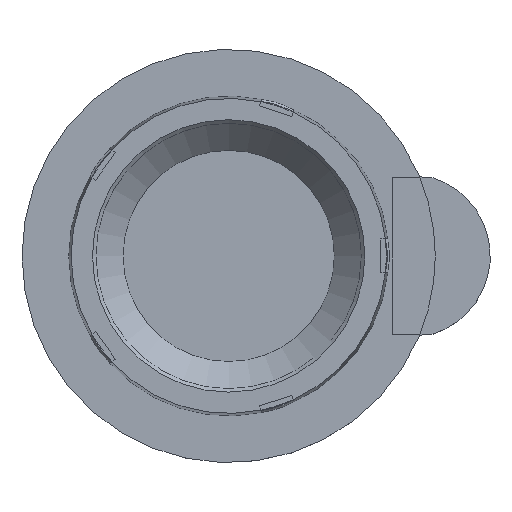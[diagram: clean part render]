
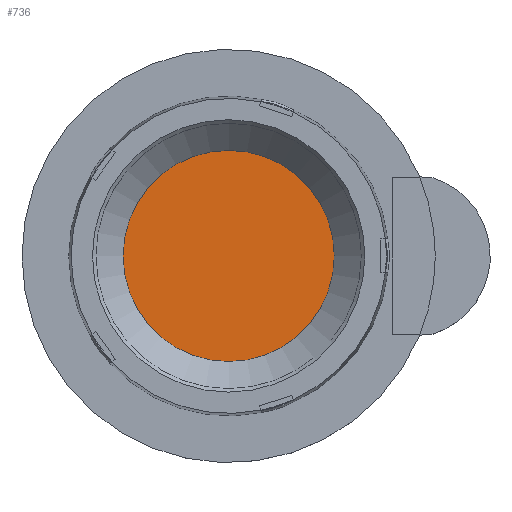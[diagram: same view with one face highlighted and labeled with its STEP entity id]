
A CAD part, top view. The second image highlights one B-rep face of the part: STEP entity #736.
In plain terms, the highlighted planar face has unit normal (0, 0, 1).
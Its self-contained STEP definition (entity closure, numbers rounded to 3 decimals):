
#66 = CONICAL_SURFACE('',#67,19.6,0.785);
#67 = AXIS2_PLACEMENT_3D('',#68,#69,#70);
#68 = CARTESIAN_POINT('',(0.,0.,4.));
#69 = DIRECTION('',(0.,0.,1.));
#70 = DIRECTION('',(1.,0.,0.));
#165 = VERTEX_POINT('',#166);
#166 = CARTESIAN_POINT('',(15.6,0.,0.));
#189 = EDGE_CURVE('',#165,#165,#190,.T.);
#190 = SURFACE_CURVE('',#191,(#196,#203),.PCURVE_S1.);
#191 = CIRCLE('',#192,15.6);
#192 = AXIS2_PLACEMENT_3D('',#193,#194,#195);
#193 = CARTESIAN_POINT('',(0.,0.,0.));
#194 = DIRECTION('',(0.,0.,-1.));
#195 = DIRECTION('',(1.,0.,0.));
#196 = PCURVE('',#66,#197);
#197 = DEFINITIONAL_REPRESENTATION('',(#198),#202);
#198 = LINE('',#199,#200);
#199 = CARTESIAN_POINT('',(-0.,-4.));
#200 = VECTOR('',#201,1.);
#201 = DIRECTION('',(-1.,-0.));
#202 = ( GEOMETRIC_REPRESENTATION_CONTEXT(2) 
PARAMETRIC_REPRESENTATION_CONTEXT() REPRESENTATION_CONTEXT('2D SPACE',''
  ) );
#203 = PCURVE('',#204,#209);
#204 = PLANE('',#205);
#205 = AXIS2_PLACEMENT_3D('',#206,#207,#208);
#206 = CARTESIAN_POINT('',(0.,0.,0.));
#207 = DIRECTION('',(0.,0.,-1.));
#208 = DIRECTION('',(1.,0.,0.));
#209 = DEFINITIONAL_REPRESENTATION('',(#210),#214);
#210 = CIRCLE('',#211,15.6);
#211 = AXIS2_PLACEMENT_2D('',#212,#213);
#212 = CARTESIAN_POINT('',(0.,0.));
#213 = DIRECTION('',(1.,-0.));
#214 = ( GEOMETRIC_REPRESENTATION_CONTEXT(2) 
PARAMETRIC_REPRESENTATION_CONTEXT() REPRESENTATION_CONTEXT('2D SPACE',''
  ) );
#736 = ADVANCED_FACE('',(#737),#204,.F.);
#737 = FACE_BOUND('',#738,.T.);
#738 = EDGE_LOOP('',(#739));
#739 = ORIENTED_EDGE('',*,*,#189,.F.);
